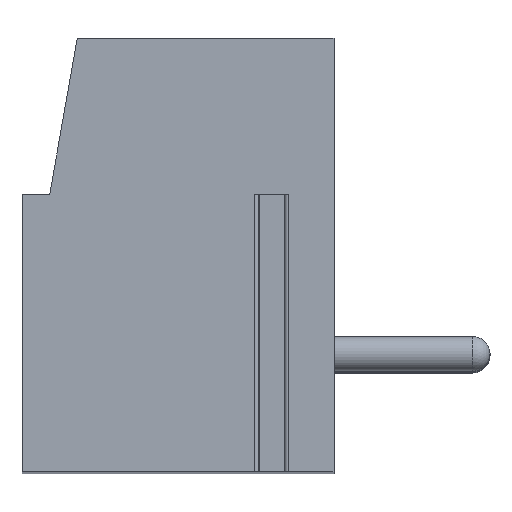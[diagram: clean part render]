
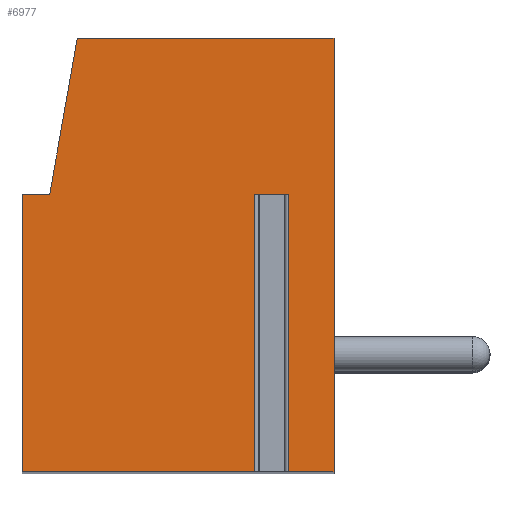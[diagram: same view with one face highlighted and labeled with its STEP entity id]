
A CAD part, top view. The second image highlights one B-rep face of the part: STEP entity #6977.
In plain terms, the highlighted planar face has unit normal (0, 0, 1).
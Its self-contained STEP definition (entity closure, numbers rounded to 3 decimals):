
#13=DIRECTION('',(-1.,0.,0.));
#14=VECTOR('',#13,0.958);
#15=CARTESIAN_POINT('',(3.179,1.75,32.5));
#16=LINE('',#15,#14);
#17=DIRECTION('',(0.,-1.,0.));
#18=VECTOR('',#17,8.);
#19=CARTESIAN_POINT('',(2.221,1.75,32.5));
#20=LINE('',#19,#18);
#21=DIRECTION('',(1.,0.,0.));
#22=VECTOR('',#21,6.721);
#23=CARTESIAN_POINT('',(-4.5,-6.25,32.5));
#24=LINE('',#23,#22);
#25=DIRECTION('',(0.,-1.,0.));
#26=VECTOR('',#25,8.);
#27=CARTESIAN_POINT('',(-4.5,1.75,32.5));
#28=LINE('',#27,#26);
#29=DIRECTION('',(-1.,0.,0.));
#30=VECTOR('',#29,0.8);
#31=CARTESIAN_POINT('',(-3.7,1.75,32.5));
#32=LINE('',#31,#30);
#33=DIRECTION('',(-0.174,-0.985,0.));
#34=VECTOR('',#33,4.569);
#35=CARTESIAN_POINT('',(-2.907,6.25,32.5));
#36=LINE('',#35,#34);
#37=DIRECTION('',(-1.,0.,0.));
#38=VECTOR('',#37,7.407);
#39=CARTESIAN_POINT('',(4.5,6.25,32.5));
#40=LINE('',#39,#38);
#41=DIRECTION('',(0.,1.,0.));
#42=VECTOR('',#41,12.5);
#43=CARTESIAN_POINT('',(4.5,-6.25,32.5));
#44=LINE('',#43,#42);
#45=DIRECTION('',(1.,0.,0.));
#46=VECTOR('',#45,1.321);
#47=CARTESIAN_POINT('',(3.179,-6.25,32.5));
#48=LINE('',#47,#46);
#49=DIRECTION('',(0.,-1.,0.));
#50=VECTOR('',#49,8.);
#51=CARTESIAN_POINT('',(3.179,1.75,32.5));
#52=LINE('',#51,#50);
#5515=CARTESIAN_POINT('',(-2.907,6.25,32.5));
#5516=CARTESIAN_POINT('',(-3.7,1.75,32.5));
#5517=VERTEX_POINT('',#5515);
#5518=VERTEX_POINT('',#5516);
#5519=CARTESIAN_POINT('',(-4.5,1.75,32.5));
#5520=VERTEX_POINT('',#5519);
#5521=CARTESIAN_POINT('',(-4.5,-6.25,32.5));
#5522=VERTEX_POINT('',#5521);
#5523=CARTESIAN_POINT('',(4.5,-6.25,32.5));
#5524=CARTESIAN_POINT('',(4.5,6.25,32.5));
#5525=VERTEX_POINT('',#5523);
#5526=VERTEX_POINT('',#5524);
#5583=CARTESIAN_POINT('',(3.179,1.75,32.5));
#5584=CARTESIAN_POINT('',(2.221,1.75,32.5));
#5585=VERTEX_POINT('',#5583);
#5586=VERTEX_POINT('',#5584);
#5587=CARTESIAN_POINT('',(3.179,-6.25,32.5));
#5588=VERTEX_POINT('',#5587);
#5589=CARTESIAN_POINT('',(2.221,-6.25,32.5));
#5590=VERTEX_POINT('',#5589);
#6950=CARTESIAN_POINT('',(0.,0.,32.5));
#6951=DIRECTION('',(0.,0.,1.));
#6952=DIRECTION('',(1.,0.,0.));
#6953=AXIS2_PLACEMENT_3D('',#6950,#6951,#6952);
#6954=PLANE('',#6953);
#6956=ORIENTED_EDGE('',*,*,#6955,.T.);
#6958=ORIENTED_EDGE('',*,*,#6957,.T.);
#6960=ORIENTED_EDGE('',*,*,#6959,.F.);
#6962=ORIENTED_EDGE('',*,*,#6961,.F.);
#6964=ORIENTED_EDGE('',*,*,#6963,.F.);
#6966=ORIENTED_EDGE('',*,*,#6965,.F.);
#6968=ORIENTED_EDGE('',*,*,#6967,.F.);
#6970=ORIENTED_EDGE('',*,*,#6969,.F.);
#6972=ORIENTED_EDGE('',*,*,#6971,.F.);
#6974=ORIENTED_EDGE('',*,*,#6973,.F.);
#6975=EDGE_LOOP('',(#6956,#6958,#6960,#6962,#6964,#6966,#6968,#6970,#6972,
#6974));
#6976=FACE_OUTER_BOUND('',#6975,.F.);
#6955=EDGE_CURVE('',#5585,#5586,#16,.T.);
#6957=EDGE_CURVE('',#5586,#5590,#20,.T.);
#6959=EDGE_CURVE('',#5522,#5590,#24,.T.);
#6961=EDGE_CURVE('',#5520,#5522,#28,.T.);
#6963=EDGE_CURVE('',#5518,#5520,#32,.T.);
#6965=EDGE_CURVE('',#5517,#5518,#36,.T.);
#6967=EDGE_CURVE('',#5526,#5517,#40,.T.);
#6969=EDGE_CURVE('',#5525,#5526,#44,.T.);
#6971=EDGE_CURVE('',#5588,#5525,#48,.T.);
#6973=EDGE_CURVE('',#5585,#5588,#52,.T.);
#6977=ADVANCED_FACE('',(#6976),#6954,.T.);
